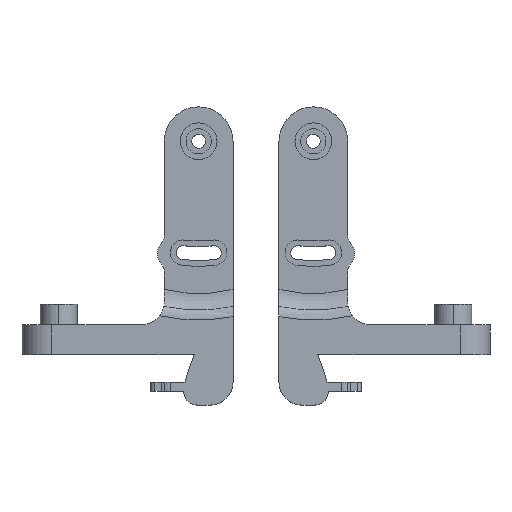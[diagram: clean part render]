
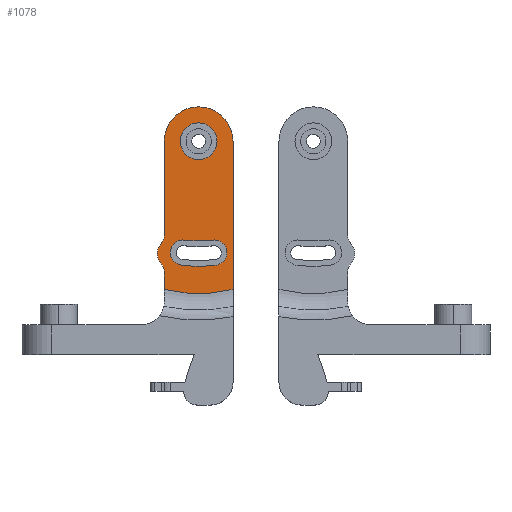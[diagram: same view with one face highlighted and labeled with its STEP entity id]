
A CAD part, top view. The second image highlights one B-rep face of the part: STEP entity #1078.
In plain terms, the highlighted planar face has unit normal (0, 0, 1).
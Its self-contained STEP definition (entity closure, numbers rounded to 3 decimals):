
#13 = AXIS2_PLACEMENT_3D ( 'NONE', #1526, #29, #1872 ) ;
#29 = DIRECTION ( 'NONE',  ( 0., 0., 1. ) ) ;
#39 = CARTESIAN_POINT ( 'NONE',  ( -10., 0., 8. ) ) ;
#85 = VERTEX_POINT ( 'NONE', #2701 ) ;
#95 = CIRCLE ( 'NONE', #4171, 3. ) ;
#151 = EDGE_CURVE ( 'NONE', #201, #4440, #2429, .T. ) ;
#174 = AXIS2_PLACEMENT_3D ( 'NONE', #4824, #2945, #4048 ) ;
#201 = VERTEX_POINT ( 'NONE', #4660 ) ;
#218 = DIRECTION ( 'NONE',  ( 1., 0., 0. ) ) ;
#233 = VERTEX_POINT ( 'NONE', #1206 ) ;
#277 = LINE ( 'NONE', #1802, #715 ) ;
#295 = FACE_BOUND ( 'NONE', #3634, .T. ) ;
#319 = DIRECTION ( 'NONE',  ( 1., 0., 0. ) ) ;
#327 = VERTEX_POINT ( 'NONE', #3659 ) ;
#341 = AXIS2_PLACEMENT_3D ( 'NONE', #39, #1882, #3872 ) ;
#380 = ORIENTED_EDGE ( 'NONE', *, *, #1824, .F. ) ;
#410 = AXIS2_PLACEMENT_3D ( 'NONE', #754, #4337, #2781 ) ;
#440 = VERTEX_POINT ( 'NONE', #1881 ) ;
#492 = DIRECTION ( 'NONE',  ( 1., 0., 0. ) ) ;
#494 = CIRCLE ( 'NONE', #2089, 27.25 ) ;
#520 = ORIENTED_EDGE ( 'NONE', *, *, #1232, .F. ) ;
#601 = CARTESIAN_POINT ( 'NONE',  ( -13.41, -24.262, 8. ) ) ;
#621 = ORIENTED_EDGE ( 'NONE', *, *, #3679, .F. ) ;
#663 = CARTESIAN_POINT ( 'NONE',  ( -13.792, -26.985, 8. ) ) ;
#715 = VECTOR ( 'NONE', #3336, 1000. ) ;
#734 = CIRCLE ( 'NONE', #3539, 2.75 ) ;
#754 = CARTESIAN_POINT ( 'NONE',  ( -10., 0., 8. ) ) ;
#783 = AXIS2_PLACEMENT_3D ( 'NONE', #601, #2120, #218 ) ;
#847 = VERTEX_POINT ( 'NONE', #1379 ) ;
#850 = CARTESIAN_POINT ( 'NONE',  ( -17.5, 0., 8. ) ) ;
#879 = DIRECTION ( 'NONE',  ( 1., 0., 0. ) ) ;
#1070 = DIRECTION ( 'NONE',  ( 0., 0., 1. ) ) ;
#1078 = ADVANCED_FACE ( 'NONE', ( #3728, #295, #2616 ), #1818, .T. ) ;
#1086 = ORIENTED_EDGE ( 'NONE', *, *, #4650, .T. ) ;
#1154 = DIRECTION ( 'NONE',  ( 0., -1., 0. ) ) ;
#1159 = VERTEX_POINT ( 'NONE', #1912 ) ;
#1206 = CARTESIAN_POINT ( 'NONE',  ( -6.973, -21.538, 8. ) ) ;
#1232 = EDGE_CURVE ( 'NONE', #4003, #1159, #95, .T. ) ;
#1240 = CARTESIAN_POINT ( 'NONE',  ( -10., 0., 8. ) ) ;
#1269 = DIRECTION ( 'NONE',  ( 0., 0., 1. ) ) ;
#1292 = CIRCLE ( 'NONE', #174, 3. ) ;
#1297 = ORIENTED_EDGE ( 'NONE', *, *, #3673, .T. ) ;
#1310 = VERTEX_POINT ( 'NONE', #3272 ) ;
#1321 = EDGE_CURVE ( 'NONE', #2391, #201, #1292, .T. ) ;
#1322 = CARTESIAN_POINT ( 'NONE',  ( -3.84, -24.262, 8. ) ) ;
#1366 = EDGE_LOOP ( 'NONE', ( #1785, #2533, #621, #1086, #1987, #520, #1297, #3271, #2549 ) ) ;
#1369 = DIRECTION ( 'NONE',  ( 1., 0., 0. ) ) ;
#1379 = CARTESIAN_POINT ( 'NONE',  ( -17.5, 0., 8. ) ) ;
#1413 = DIRECTION ( 'NONE',  ( 0., 0., 1. ) ) ;
#1458 = VECTOR ( 'NONE', #1154, 1000. ) ;
#1481 = CARTESIAN_POINT ( 'NONE',  ( -10., 0., 8. ) ) ;
#1526 = CARTESIAN_POINT ( 'NONE',  ( -16., -24.5, 8. ) ) ;
#1652 = DIRECTION ( 'NONE',  ( 0., 0., -1. ) ) ;
#1685 = EDGE_CURVE ( 'NONE', #4440, #440, #3133, .T. ) ;
#1702 = VECTOR ( 'NONE', #3034, 1000. ) ;
#1720 = DIRECTION ( 'NONE',  ( 0., 0., 1. ) ) ;
#1754 = ORIENTED_EDGE ( 'NONE', *, *, #3180, .F. ) ;
#1785 = ORIENTED_EDGE ( 'NONE', *, *, #1685, .T. ) ;
#1802 = CARTESIAN_POINT ( 'NONE',  ( -17.5, 0., 8. ) ) ;
#1818 = PLANE ( 'NONE',  #2618 ) ;
#1824 = EDGE_CURVE ( 'NONE', #85, #4793, #2506, .T. ) ;
#1872 = DIRECTION ( 'NONE',  ( 1., 0., 0. ) ) ;
#1881 = CARTESIAN_POINT ( 'NONE',  ( -17.5, -32.311, 8. ) ) ;
#1882 = DIRECTION ( 'NONE',  ( 0., 0., 1. ) ) ;
#1912 = CARTESIAN_POINT ( 'NONE',  ( -17.5, -20.531, 8. ) ) ;
#1987 = ORIENTED_EDGE ( 'NONE', *, *, #3030, .T. ) ;
#1988 = EDGE_CURVE ( 'NONE', #3079, #233, #734, .T. ) ;
#2007 = CARTESIAN_POINT ( 'NONE',  ( -19., -24.5, 8. ) ) ;
#2089 = AXIS2_PLACEMENT_3D ( 'NONE', #1481, #2739, #3143 ) ;
#2097 = CIRCLE ( 'NONE', #2501, 33.17 ) ;
#2119 = DIRECTION ( 'NONE',  ( 1., 0., 0. ) ) ;
#2120 = DIRECTION ( 'NONE',  ( 0., 0., 1. ) ) ;
#2173 = CARTESIAN_POINT ( 'NONE',  ( -17.5, -28.469, 8. ) ) ;
#2174 = CIRCLE ( 'NONE', #4255, 2.75 ) ;
#2212 = CARTESIAN_POINT ( 'NONE',  ( -10., 0., 8. ) ) ;
#2219 = CARTESIAN_POINT ( 'NONE',  ( 0., 0., 8. ) ) ;
#2238 = VERTEX_POINT ( 'NONE', #2257 ) ;
#2257 = CARTESIAN_POINT ( 'NONE',  ( -2.5, -32.311, 8. ) ) ;
#2333 = CIRCLE ( 'NONE', #13, 3. ) ;
#2379 = EDGE_CURVE ( 'NONE', #4793, #85, #4567, .T. ) ;
#2391 = VERTEX_POINT ( 'NONE', #2007 ) ;
#2410 = AXIS2_PLACEMENT_3D ( 'NONE', #1240, #3967, #2760 ) ;
#2429 = CIRCLE ( 'NONE', #3100, 3. ) ;
#2446 = VERTEX_POINT ( 'NONE', #4365 ) ;
#2468 = CIRCLE ( 'NONE', #4388, 7.5 ) ;
#2501 = AXIS2_PLACEMENT_3D ( 'NONE', #2212, #4450, #1369 ) ;
#2506 = CIRCLE ( 'NONE', #341, 4. ) ;
#2507 = VERTEX_POINT ( 'NONE', #663 ) ;
#2533 = ORIENTED_EDGE ( 'NONE', *, *, #3181, .T. ) ;
#2549 = ORIENTED_EDGE ( 'NONE', *, *, #151, .T. ) ;
#2582 = CARTESIAN_POINT ( 'NONE',  ( -18.25, -22.516, 8. ) ) ;
#2589 = DIRECTION ( 'NONE',  ( 1., 0., 0. ) ) ;
#2616 = FACE_OUTER_BOUND ( 'NONE', #1366, .T. ) ;
#2618 = AXIS2_PLACEMENT_3D ( 'NONE', #2219, #3751, #319 ) ;
#2637 = ORIENTED_EDGE ( 'NONE', *, *, #3456, .F. ) ;
#2701 = CARTESIAN_POINT ( 'NONE',  ( -6., 0., 8. ) ) ;
#2739 = DIRECTION ( 'NONE',  ( 0., 0., 1. ) ) ;
#2760 = DIRECTION ( 'NONE',  ( 1., 0., 0. ) ) ;
#2781 = DIRECTION ( 'NONE',  ( 1., 0., 0. ) ) ;
#2874 = CARTESIAN_POINT ( 'NONE',  ( -6.59, -24.262, 8. ) ) ;
#2945 = DIRECTION ( 'NONE',  ( 0., 0., 1. ) ) ;
#2950 = ORIENTED_EDGE ( 'NONE', *, *, #2379, .F. ) ;
#3030 = EDGE_CURVE ( 'NONE', #847, #1159, #277, .T. ) ;
#3034 = DIRECTION ( 'NONE',  ( 0., -1., 0. ) ) ;
#3079 = VERTEX_POINT ( 'NONE', #1322 ) ;
#3100 = AXIS2_PLACEMENT_3D ( 'NONE', #3204, #1652, #879 ) ;
#3133 = LINE ( 'NONE', #850, #1458 ) ;
#3143 = DIRECTION ( 'NONE',  ( 1., 0., 0. ) ) ;
#3180 = EDGE_CURVE ( 'NONE', #327, #3079, #2174, .T. ) ;
#3181 = EDGE_CURVE ( 'NONE', #440, #2238, #2097, .T. ) ;
#3204 = CARTESIAN_POINT ( 'NONE',  ( -20.5, -28.469, 8. ) ) ;
#3252 = CARTESIAN_POINT ( 'NONE',  ( -14., 0., 8. ) ) ;
#3271 = ORIENTED_EDGE ( 'NONE', *, *, #1321, .T. ) ;
#3272 = CARTESIAN_POINT ( 'NONE',  ( -13.027, -21.538, 8. ) ) ;
#3285 = ORIENTED_EDGE ( 'NONE', *, *, #4842, .F. ) ;
#3336 = DIRECTION ( 'NONE',  ( 0., -1., 0. ) ) ;
#3456 = EDGE_CURVE ( 'NONE', #2507, #327, #494, .T. ) ;
#3539 = AXIS2_PLACEMENT_3D ( 'NONE', #2874, #1720, #4427 ) ;
#3634 = EDGE_LOOP ( 'NONE', ( #4353, #4280, #1754, #2637, #3285 ) ) ;
#3659 = CARTESIAN_POINT ( 'NONE',  ( -6.208, -26.985, 8. ) ) ;
#3673 = EDGE_CURVE ( 'NONE', #4003, #2391, #2333, .T. ) ;
#3679 = EDGE_CURVE ( 'NONE', #2446, #2238, #3863, .T. ) ;
#3699 = CARTESIAN_POINT ( 'NONE',  ( -6.59, -24.262, 8. ) ) ;
#3728 = FACE_BOUND ( 'NONE', #4066, .T. ) ;
#3751 = DIRECTION ( 'NONE',  ( 0., 0., 1. ) ) ;
#3789 = EDGE_CURVE ( 'NONE', #233, #1310, #3857, .T. ) ;
#3834 = CARTESIAN_POINT ( 'NONE',  ( -2.5, 0., 8. ) ) ;
#3857 = CIRCLE ( 'NONE', #410, 21.75 ) ;
#3863 = LINE ( 'NONE', #3834, #1702 ) ;
#3872 = DIRECTION ( 'NONE',  ( 1., 0., 0. ) ) ;
#3967 = DIRECTION ( 'NONE',  ( 0., 0., 1. ) ) ;
#4003 = VERTEX_POINT ( 'NONE', #2582 ) ;
#4048 = DIRECTION ( 'NONE',  ( 1., 0., 0. ) ) ;
#4066 = EDGE_LOOP ( 'NONE', ( #2950, #380 ) ) ;
#4171 = AXIS2_PLACEMENT_3D ( 'NONE', #4599, #1413, #2589 ) ;
#4255 = AXIS2_PLACEMENT_3D ( 'NONE', #3699, #1070, #2119 ) ;
#4280 = ORIENTED_EDGE ( 'NONE', *, *, #1988, .F. ) ;
#4337 = DIRECTION ( 'NONE',  ( 0., 0., -1. ) ) ;
#4353 = ORIENTED_EDGE ( 'NONE', *, *, #3789, .F. ) ;
#4365 = CARTESIAN_POINT ( 'NONE',  ( -2.5, 0., 8. ) ) ;
#4388 = AXIS2_PLACEMENT_3D ( 'NONE', #4623, #1269, #492 ) ;
#4427 = DIRECTION ( 'NONE',  ( 1., 0., 0. ) ) ;
#4440 = VERTEX_POINT ( 'NONE', #2173 ) ;
#4450 = DIRECTION ( 'NONE',  ( 0., 0., 1. ) ) ;
#4567 = CIRCLE ( 'NONE', #2410, 4. ) ;
#4599 = CARTESIAN_POINT ( 'NONE',  ( -20.5, -20.531, 8. ) ) ;
#4623 = CARTESIAN_POINT ( 'NONE',  ( -10., 0., 8. ) ) ;
#4650 = EDGE_CURVE ( 'NONE', #2446, #847, #2468, .T. ) ;
#4660 = CARTESIAN_POINT ( 'NONE',  ( -18.25, -26.484, 8. ) ) ;
#4786 = CIRCLE ( 'NONE', #783, 2.75 ) ;
#4793 = VERTEX_POINT ( 'NONE', #3252 ) ;
#4824 = CARTESIAN_POINT ( 'NONE',  ( -16., -24.5, 8. ) ) ;
#4842 = EDGE_CURVE ( 'NONE', #1310, #2507, #4786, .T. ) ;
